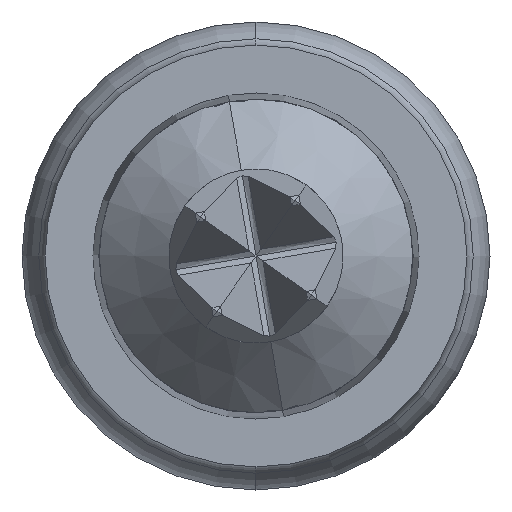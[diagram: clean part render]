
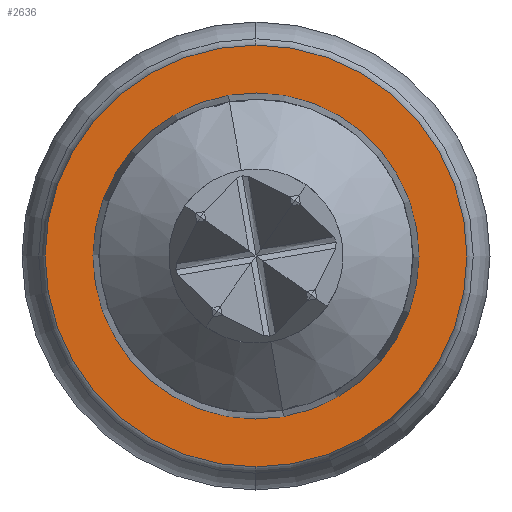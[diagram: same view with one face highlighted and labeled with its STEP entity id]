
A CAD part, left-side view. The second image highlights one B-rep face of the part: STEP entity #2636.
In plain terms, the highlighted planar face has unit normal (-1, 0, 0).
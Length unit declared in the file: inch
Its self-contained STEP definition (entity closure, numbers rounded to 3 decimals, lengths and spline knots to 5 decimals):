
#39 = EDGE_LOOP ( 'NONE', ( #1353, #266 ) ) ;
#43 = VERTEX_POINT ( 'NONE', #1527 ) ;
#144 = DIRECTION ( 'NONE',  ( 0., 0., -1. ) ) ;
#191 = CARTESIAN_POINT ( 'NONE',  ( 0., 0.00318, 0.01847 ) ) ;
#266 = ORIENTED_EDGE ( 'NONE', *, *, #1512, .F. ) ;
#284 = ORIENTED_EDGE ( 'NONE', *, *, #1505, .T. ) ;
#304 = CARTESIAN_POINT ( 'NONE',  ( 0., 0., -0.02425 ) ) ;
#373 = CIRCLE ( 'NONE', #875, 0.02425 ) ;
#377 = CIRCLE ( 'NONE', #887, 0.01874 ) ;
#384 = CIRCLE ( 'NONE', #898, 0.02425 ) ;
#438 = CIRCLE ( 'NONE', #1034, 0.01874 ) ;
#647 = PLANE ( 'NONE',  #1992 ) ;
#772 = VERTEX_POINT ( 'NONE', #191 ) ;
#789 = DIRECTION ( 'NONE',  ( 1., 0., 0. ) ) ;
#833 = DIRECTION ( 'NONE',  ( 1., 0., 0. ) ) ;
#842 = VERTEX_POINT ( 'NONE', #304 ) ;
#875 = AXIS2_PLACEMENT_3D ( 'NONE', #1417, #1421, #1430 ) ;
#887 = AXIS2_PLACEMENT_3D ( 'NONE', #1296, #833, #1383 ) ;
#898 = AXIS2_PLACEMENT_3D ( 'NONE', #1036, #1039, #1041 ) ;
#1034 = AXIS2_PLACEMENT_3D ( 'NONE', #2643, #2645, #2655 ) ;
#1036 = CARTESIAN_POINT ( 'NONE',  ( 0., 0., 0. ) ) ;
#1039 = DIRECTION ( 'NONE',  ( 1., 0., 0. ) ) ;
#1041 = DIRECTION ( 'NONE',  ( 0., 0., -1. ) ) ;
#1250 = EDGE_CURVE ( 'NONE', #43, #772, #438, .T. ) ;
#1296 = CARTESIAN_POINT ( 'NONE',  ( 0., 0., 0. ) ) ;
#1338 = ORIENTED_EDGE ( 'NONE', *, *, #1250, .T. ) ;
#1353 = ORIENTED_EDGE ( 'NONE', *, *, #1486, .F. ) ;
#1383 = DIRECTION ( 'NONE',  ( 0., 0., -1. ) ) ;
#1417 = CARTESIAN_POINT ( 'NONE',  ( 0., 0., 0. ) ) ;
#1421 = DIRECTION ( 'NONE',  ( 1., 0., 0. ) ) ;
#1430 = DIRECTION ( 'NONE',  ( 0., 0., -1. ) ) ;
#1486 = EDGE_CURVE ( 'NONE', #842, #1788, #384, .T. ) ;
#1505 = EDGE_CURVE ( 'NONE', #772, #43, #377, .T. ) ;
#1512 = EDGE_CURVE ( 'NONE', #1788, #842, #373, .T. ) ;
#1527 = CARTESIAN_POINT ( 'NONE',  ( 0., -0.00318, -0.01847 ) ) ;
#1788 = VERTEX_POINT ( 'NONE', #2868 ) ;
#1819 = FACE_BOUND ( 'NONE', #2327, .T. ) ;
#1830 = FACE_OUTER_BOUND ( 'NONE', #39, .T. ) ;
#1992 = AXIS2_PLACEMENT_3D ( 'NONE', #3235, #789, #144 ) ;
#2327 = EDGE_LOOP ( 'NONE', ( #1338, #284 ) ) ;
#2636 = ADVANCED_FACE ( 'NONE', ( #1819, #1830 ), #647, .F. ) ;
#2643 = CARTESIAN_POINT ( 'NONE',  ( 0., 0., 0. ) ) ;
#2645 = DIRECTION ( 'NONE',  ( 1., 0., 0. ) ) ;
#2655 = DIRECTION ( 'NONE',  ( 0., 0., -1. ) ) ;
#2868 = CARTESIAN_POINT ( 'NONE',  ( 0., 0., 0.02425 ) ) ;
#3235 = CARTESIAN_POINT ( 'NONE',  ( 0., 0.02725, 0. ) ) ;
